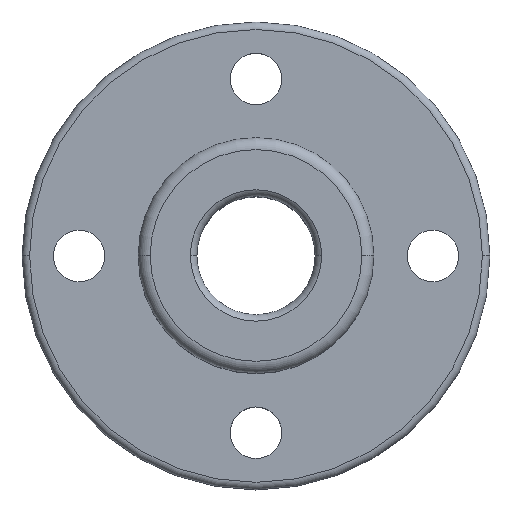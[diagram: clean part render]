
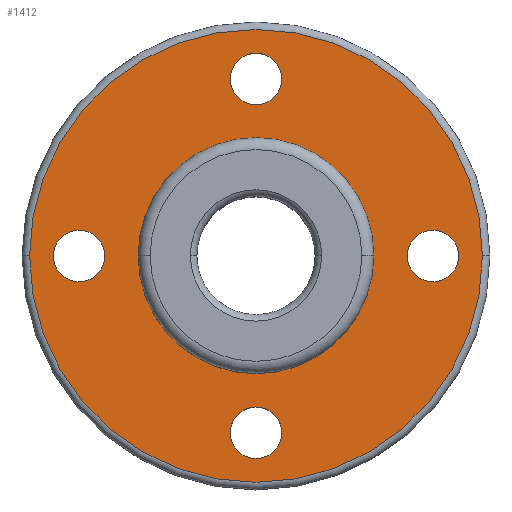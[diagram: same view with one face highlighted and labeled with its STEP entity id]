
A CAD part, top view. The second image highlights one B-rep face of the part: STEP entity #1412.
In plain terms, the highlighted planar face has unit normal (0, 0, 1).
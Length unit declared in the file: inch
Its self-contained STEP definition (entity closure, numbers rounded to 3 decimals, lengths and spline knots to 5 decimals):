
#67 = EDGE_CURVE ( 'NONE', #460, #1553, #674, .T. ) ;
#78 = DIRECTION ( 'NONE',  ( 0., 0., -1. ) ) ;
#108 = DIRECTION ( 'NONE',  ( -1., 0., 0. ) ) ;
#115 = CARTESIAN_POINT ( 'NONE',  ( 0.47245, -0.0689, 0.31 ) ) ;
#153 = CARTESIAN_POINT ( 'NONE',  ( 0., 0., 0.31 ) ) ;
#171 = CARTESIAN_POINT ( 'NONE',  ( 0., 0., 0.31 ) ) ;
#178 = ORIENTED_EDGE ( 'NONE', *, *, #914, .T. ) ;
#208 = ORIENTED_EDGE ( 'NONE', *, *, #1824, .T. ) ;
#223 = CIRCLE ( 'NONE', #2101, 0.60492 ) ;
#264 = DIRECTION ( 'NONE',  ( 0., 0., -1. ) ) ;
#293 = FACE_BOUND ( 'NONE', #944, .T. ) ;
#327 = EDGE_CURVE ( 'NONE', #1652, #372, #717, .T. ) ;
#360 = DIRECTION ( 'NONE',  ( 0., 0., -1. ) ) ;
#372 = VERTEX_POINT ( 'NONE', #2118 ) ;
#385 = CARTESIAN_POINT ( 'NONE',  ( -0.3148, 0., 0.31 ) ) ;
#424 = CARTESIAN_POINT ( 'NONE',  ( -0.60492, 0., 0.31 ) ) ;
#460 = VERTEX_POINT ( 'NONE', #2405 ) ;
#461 = ORIENTED_EDGE ( 'NONE', *, *, #2047, .T. ) ;
#474 = ORIENTED_EDGE ( 'NONE', *, *, #722, .T. ) ;
#563 = EDGE_LOOP ( 'NONE', ( #2380, #178 ) ) ;
#620 = VERTEX_POINT ( 'NONE', #1505 ) ;
#644 = AXIS2_PLACEMENT_3D ( 'NONE', #1409, #78, #1417 ) ;
#651 = DIRECTION ( 'NONE',  ( 0., 0., -1. ) ) ;
#671 = DIRECTION ( 'NONE',  ( 0., 1., 0. ) ) ;
#674 = CIRCLE ( 'NONE', #1050, 0.3148 ) ;
#682 = AXIS2_PLACEMENT_3D ( 'NONE', #2063, #1701, #966 ) ;
#714 = DIRECTION ( 'NONE',  ( 0., 1., 0. ) ) ;
#717 = CIRCLE ( 'NONE', #2425, 0.0689 ) ;
#722 = EDGE_CURVE ( 'NONE', #2161, #2341, #1118, .T. ) ;
#834 = EDGE_CURVE ( 'NONE', #1229, #620, #2262, .T. ) ;
#859 = DIRECTION ( 'NONE',  ( 0., 0., -1. ) ) ;
#868 = PLANE ( 'NONE',  #1015 ) ;
#886 = DIRECTION ( 'NONE',  ( 1., 0., 0. ) ) ;
#889 = DIRECTION ( 'NONE',  ( 0., 0., -1. ) ) ;
#908 = CARTESIAN_POINT ( 'NONE',  ( 0.0689, -0.47245, 0.31 ) ) ;
#910 = CARTESIAN_POINT ( 'NONE',  ( 0.47245, 0., 0.31 ) ) ;
#914 = EDGE_CURVE ( 'NONE', #2345, #1534, #223, .T. ) ;
#929 = ORIENTED_EDGE ( 'NONE', *, *, #834, .T. ) ;
#944 = EDGE_LOOP ( 'NONE', ( #208, #1820 ) ) ;
#966 = DIRECTION ( 'NONE',  ( -1., 0., 0. ) ) ;
#1015 = AXIS2_PLACEMENT_3D ( 'NONE', #2178, #859, #1241 ) ;
#1050 = AXIS2_PLACEMENT_3D ( 'NONE', #153, #2040, #886 ) ;
#1077 = FACE_BOUND ( 'NONE', #1561, .T. ) ;
#1117 = ORIENTED_EDGE ( 'NONE', *, *, #1772, .F. ) ;
#1118 = CIRCLE ( 'NONE', #1447, 0.0689 ) ;
#1180 = CIRCLE ( 'NONE', #1964, 0.0689 ) ;
#1182 = AXIS2_PLACEMENT_3D ( 'NONE', #1647, #651, #1275 ) ;
#1184 = DIRECTION ( 'NONE',  ( 1., 0., 0. ) ) ;
#1228 = CIRCLE ( 'NONE', #644, 0.0689 ) ;
#1229 = VERTEX_POINT ( 'NONE', #908 ) ;
#1238 = EDGE_LOOP ( 'NONE', ( #929, #461 ) ) ;
#1241 = DIRECTION ( 'NONE',  ( -1., 0., 0. ) ) ;
#1257 = FACE_BOUND ( 'NONE', #1238, .T. ) ;
#1275 = DIRECTION ( 'NONE',  ( 1., 0., 0. ) ) ;
#1281 = CARTESIAN_POINT ( 'NONE',  ( 0., 0., 0.31 ) ) ;
#1289 = CARTESIAN_POINT ( 'NONE',  ( -0.47245, -0.0689, 0.31 ) ) ;
#1298 = DIRECTION ( 'NONE',  ( 0., 0., -1. ) ) ;
#1299 = CARTESIAN_POINT ( 'NONE',  ( 0., 0., 0.31 ) ) ;
#1306 = DIRECTION ( 'NONE',  ( 1., 0., 0. ) ) ;
#1309 = DIRECTION ( 'NONE',  ( 0., 0., -1. ) ) ;
#1320 = CIRCLE ( 'NONE', #2030, 0.60492 ) ;
#1325 = CARTESIAN_POINT ( 'NONE',  ( 0., -0.47245, 0.31 ) ) ;
#1341 = EDGE_CURVE ( 'NONE', #1534, #2345, #1320, .T. ) ;
#1404 = CIRCLE ( 'NONE', #1551, 0.3148 ) ;
#1409 = CARTESIAN_POINT ( 'NONE',  ( -0.47245, 0., 0.31 ) ) ;
#1412 = ADVANCED_FACE ( 'NONE', ( #1077, #1257, #1607, #293, #1826, #1969 ), #868, .F. ) ;
#1417 = DIRECTION ( 'NONE',  ( 0., -1., 0. ) ) ;
#1419 = DIRECTION ( 'NONE',  ( 0., 0., 1. ) ) ;
#1440 = EDGE_CURVE ( 'NONE', #2341, #2161, #1998, .T. ) ;
#1447 = AXIS2_PLACEMENT_3D ( 'NONE', #910, #1298, #714 ) ;
#1505 = CARTESIAN_POINT ( 'NONE',  ( -0.0689, -0.47245, 0.31 ) ) ;
#1515 = ORIENTED_EDGE ( 'NONE', *, *, #2392, .T. ) ;
#1529 = DIRECTION ( 'NONE',  ( 0., 0., 1. ) ) ;
#1534 = VERTEX_POINT ( 'NONE', #1691 ) ;
#1551 = AXIS2_PLACEMENT_3D ( 'NONE', #1281, #1419, #1833 ) ;
#1553 = VERTEX_POINT ( 'NONE', #385 ) ;
#1561 = EDGE_LOOP ( 'NONE', ( #1973, #474 ) ) ;
#1591 = CIRCLE ( 'NONE', #682, 0.0689 ) ;
#1607 = FACE_BOUND ( 'NONE', #2245, .T. ) ;
#1610 = ORIENTED_EDGE ( 'NONE', *, *, #1794, .T. ) ;
#1622 = VERTEX_POINT ( 'NONE', #2311 ) ;
#1647 = CARTESIAN_POINT ( 'NONE',  ( 0., -0.47245, 0.31 ) ) ;
#1652 = VERTEX_POINT ( 'NONE', #1983 ) ;
#1691 = CARTESIAN_POINT ( 'NONE',  ( 0.60492, 0., 0.31 ) ) ;
#1701 = DIRECTION ( 'NONE',  ( 0., 0., -1. ) ) ;
#1766 = VERTEX_POINT ( 'NONE', #1289 ) ;
#1772 = EDGE_CURVE ( 'NONE', #1553, #460, #1404, .T. ) ;
#1794 = EDGE_CURVE ( 'NONE', #1766, #1622, #1180, .T. ) ;
#1820 = ORIENTED_EDGE ( 'NONE', *, *, #327, .T. ) ;
#1823 = DIRECTION ( 'NONE',  ( 0., -1., 0. ) ) ;
#1824 = EDGE_CURVE ( 'NONE', #372, #1652, #1591, .T. ) ;
#1826 = FACE_OUTER_BOUND ( 'NONE', #563, .T. ) ;
#1833 = DIRECTION ( 'NONE',  ( 1., 0., 0. ) ) ;
#1900 = DIRECTION ( 'NONE',  ( 1., 0., 0. ) ) ;
#1964 = AXIS2_PLACEMENT_3D ( 'NONE', #1995, #889, #1823 ) ;
#1969 = FACE_BOUND ( 'NONE', #2284, .T. ) ;
#1973 = ORIENTED_EDGE ( 'NONE', *, *, #1440, .T. ) ;
#1983 = CARTESIAN_POINT ( 'NONE',  ( 0.0689, 0.47245, 0.31 ) ) ;
#1995 = CARTESIAN_POINT ( 'NONE',  ( -0.47245, 0., 0.31 ) ) ;
#1998 = CIRCLE ( 'NONE', #2106, 0.0689 ) ;
#2030 = AXIS2_PLACEMENT_3D ( 'NONE', #171, #1529, #1184 ) ;
#2040 = DIRECTION ( 'NONE',  ( 0., 0., 1. ) ) ;
#2047 = EDGE_CURVE ( 'NONE', #620, #1229, #2197, .T. ) ;
#2063 = CARTESIAN_POINT ( 'NONE',  ( 0., 0.47245, 0.31 ) ) ;
#2101 = AXIS2_PLACEMENT_3D ( 'NONE', #1299, #2442, #1306 ) ;
#2106 = AXIS2_PLACEMENT_3D ( 'NONE', #2373, #264, #671 ) ;
#2118 = CARTESIAN_POINT ( 'NONE',  ( -0.0689, 0.47245, 0.31 ) ) ;
#2143 = AXIS2_PLACEMENT_3D ( 'NONE', #1325, #360, #1900 ) ;
#2161 = VERTEX_POINT ( 'NONE', #115 ) ;
#2178 = CARTESIAN_POINT ( 'NONE',  ( 0., 0., 0.31 ) ) ;
#2197 = CIRCLE ( 'NONE', #1182, 0.0689 ) ;
#2210 = CARTESIAN_POINT ( 'NONE',  ( 0., 0.47245, 0.31 ) ) ;
#2245 = EDGE_LOOP ( 'NONE', ( #1610, #1515 ) ) ;
#2262 = CIRCLE ( 'NONE', #2143, 0.0689 ) ;
#2284 = EDGE_LOOP ( 'NONE', ( #2471, #1117 ) ) ;
#2311 = CARTESIAN_POINT ( 'NONE',  ( -0.47245, 0.0689, 0.31 ) ) ;
#2341 = VERTEX_POINT ( 'NONE', #2473 ) ;
#2345 = VERTEX_POINT ( 'NONE', #424 ) ;
#2373 = CARTESIAN_POINT ( 'NONE',  ( 0.47245, 0., 0.31 ) ) ;
#2380 = ORIENTED_EDGE ( 'NONE', *, *, #1341, .T. ) ;
#2392 = EDGE_CURVE ( 'NONE', #1622, #1766, #1228, .T. ) ;
#2405 = CARTESIAN_POINT ( 'NONE',  ( 0.3148, 0., 0.31 ) ) ;
#2425 = AXIS2_PLACEMENT_3D ( 'NONE', #2210, #1309, #108 ) ;
#2442 = DIRECTION ( 'NONE',  ( 0., 0., 1. ) ) ;
#2471 = ORIENTED_EDGE ( 'NONE', *, *, #67, .F. ) ;
#2473 = CARTESIAN_POINT ( 'NONE',  ( 0.47245, 0.0689, 0.31 ) ) ;
